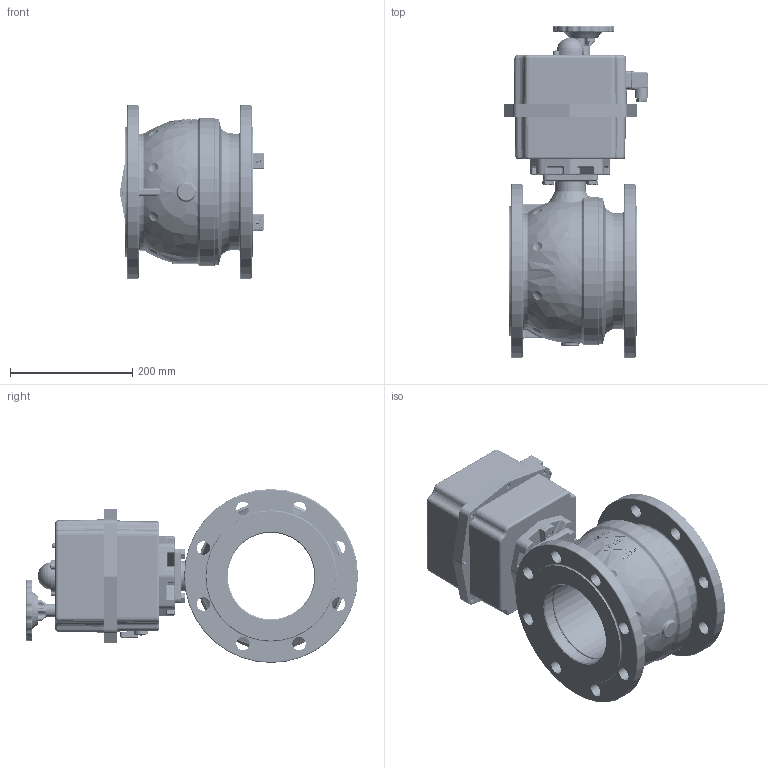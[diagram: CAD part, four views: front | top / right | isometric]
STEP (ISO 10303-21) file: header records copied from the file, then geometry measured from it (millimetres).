
FILE_DESCRIPTION(('STEP AP214'),'1');
FILE_NAME('valve_ake75-150-b-l300.stp','2017-10-05T13:45:35',('TraceParts'),('TraceParts S.A.'),'Spatial InterOp 3D',' ',' ');
FILE_SCHEMA(('automotive_design'));
Length unit declared in the file: millimetre
Products named in the file (69): valve_ake75-150-b-l300_3; valve_ake75-150-b-l300_4; valve_ake75-150-b-l300_5; valve_ake75-150-b-l300_6; valve_ake75-150-b-l300_7; valve_ake75-150-b-l300_8; valve_ake75-150-b-l300_9; valve_ake75-150-b-l300_10; valve_ake75-150-b-l300_11; valve_ake75-150-b-l300_12; valve_ake75-150-b-l300_13; valve_ake75-150-b-l300_14; valve_ake75-150-b-l300_15; valve_ake75-150-b-l300_16; valve_ake75-150-b-l300_17; valve_ake75-150-b-l300_18; valve_ake75-150-b-l300_19; valve_ake75-150-b-l300_20; valve_ake75-150-b-l300_21; valve_ake75-150-b-l300_22; valve_ake75-150-b-l300_23; valve_ake75-150-b-l300_24; valve_ake75-150-b-l300_25; valve_ake75-150-b-l300_26; valve_ake75-150-b-l300_27; valve_ake75-150-b-l300_28; valve_ake75-150-b-l300_29; valve_ake75-150-b-l300_30; valve_ake75-150-b-l300_31; valve_ake75-150-b-l300_32; valve_ake75-150-b-l300_33; valve_ake75-150-b-l300_34; valve_ake75-150-b-l300_35; valve_ake75-150-b-l300_36; valve_ake75-150-b-l300_37; valve_ake75-150-b-l300_38; valve_ake75-150-b-l300_39; valve_ake75-150-b-l300_40; valve_ake75-150-b-l300_41; valve_ake75-150-b-l300_42 ...
Bounding box: 236.88 x 544 x 285 mm (x, y, z)
Volume: 5526345.1 mm3; surface area: 1505429.2 mm2
Topology: 68 solids, 68 shells, 6917 faces, 17507 edges, 10870 vertices
Faces by surface type: cylinder 2354, plane 1540, torus 1391, cone 1334, bspline 183, sphere 115
Entity records: 276336 total; most frequent: CARTESIAN_POINT 46971, DIRECTION 40186, ORIENTED_EDGE 34810, EDGE_CURVE 17405, AXIS2_PLACEMENT_3D 16751, VERTEX_POINT 10868, CIRCLE 9798, EDGE_LOOP 7429
